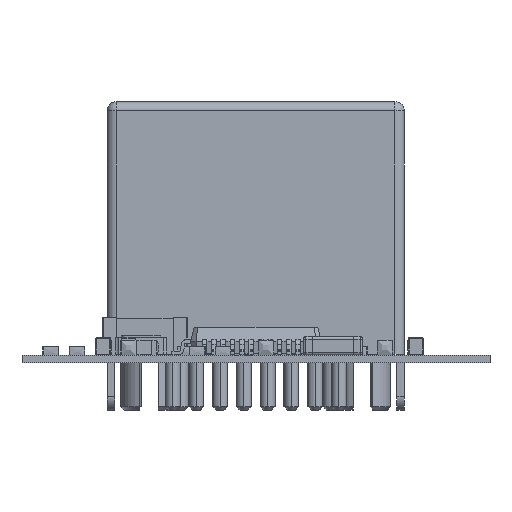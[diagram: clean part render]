
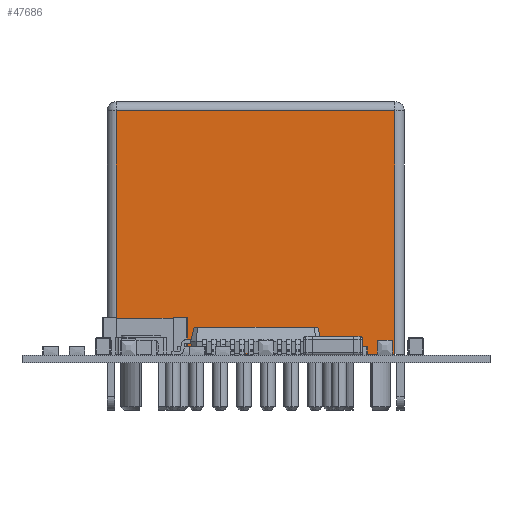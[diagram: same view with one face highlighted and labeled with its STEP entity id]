
A CAD part, front view. The second image highlights one B-rep face of the part: STEP entity #47686.
In plain terms, the highlighted face is planar.
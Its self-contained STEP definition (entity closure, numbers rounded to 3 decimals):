
#47384 = VERTEX_POINT('',#47385);
#47385 = CARTESIAN_POINT('',(0.5,-13.5,-21.4));
#47392 = EDGE_CURVE('',#47384,#47393,#47395,.T.);
#47393 = VERTEX_POINT('',#47394);
#47394 = CARTESIAN_POINT('',(15.38,-13.5,-21.4));
#47395 = LINE('',#47396,#47397);
#47396 = CARTESIAN_POINT('',(0.,-13.5,-21.4));
#47397 = VECTOR('',#47398,1.);
#47398 = DIRECTION('',(1.,0.,0.));
#47686 = ADVANCED_FACE('',(#47687),#47712,.F.);
#47687 = FACE_BOUND('',#47688,.T.);
#47688 = EDGE_LOOP('',(#47689,#47697,#47698,#47706));
#47689 = ORIENTED_EDGE('',*,*,#47690,.F.);
#47690 = EDGE_CURVE('',#47393,#47691,#47693,.T.);
#47691 = VERTEX_POINT('',#47692);
#47692 = CARTESIAN_POINT('',(15.38,-0.5,-21.4));
#47693 = LINE('',#47694,#47695);
#47694 = CARTESIAN_POINT('',(15.38,-6.75,-21.4));
#47695 = VECTOR('',#47696,1.);
#47696 = DIRECTION('',(0.,1.,0.));
#47697 = ORIENTED_EDGE('',*,*,#47392,.F.);
#47698 = ORIENTED_EDGE('',*,*,#47699,.F.);
#47699 = EDGE_CURVE('',#47700,#47384,#47702,.T.);
#47700 = VERTEX_POINT('',#47701);
#47701 = CARTESIAN_POINT('',(0.5,-0.5,-21.4));
#47702 = LINE('',#47703,#47704);
#47703 = CARTESIAN_POINT('',(0.5,-6.75,-21.4));
#47704 = VECTOR('',#47705,1.);
#47705 = DIRECTION('',(0.,-1.,0.));
#47706 = ORIENTED_EDGE('',*,*,#47707,.F.);
#47707 = EDGE_CURVE('',#47691,#47700,#47708,.T.);
#47708 = LINE('',#47709,#47710);
#47709 = CARTESIAN_POINT('',(7.94,-0.5,-21.4));
#47710 = VECTOR('',#47711,1.);
#47711 = DIRECTION('',(-1.,0.,0.));
#47712 = PLANE('',#47713);
#47713 = AXIS2_PLACEMENT_3D('',#47714,#47715,#47716);
#47714 = CARTESIAN_POINT('',(7.94,-6.75,-21.4));
#47715 = DIRECTION('',(0.,0.,1.));
#47716 = DIRECTION('',(1.,0.,0.));
